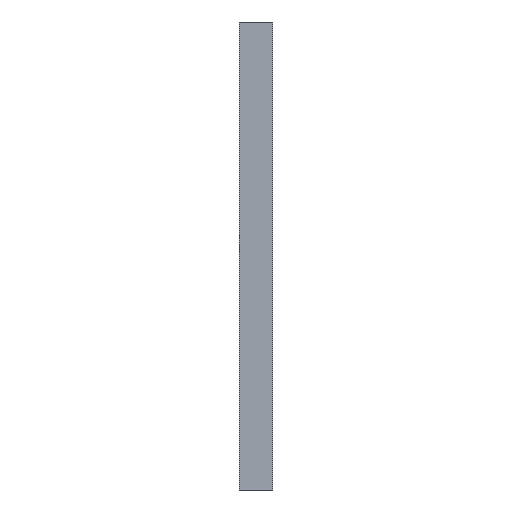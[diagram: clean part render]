
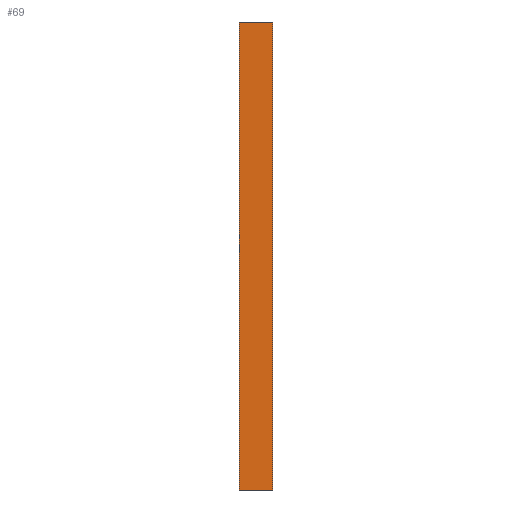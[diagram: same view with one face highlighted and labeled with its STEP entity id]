
A CAD part, left-side view. The second image highlights one B-rep face of the part: STEP entity #69.
In plain terms, the highlighted planar face has unit normal (-1, 0, 0).
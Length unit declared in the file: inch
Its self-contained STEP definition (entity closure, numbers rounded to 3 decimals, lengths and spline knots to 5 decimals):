
#13 = PLANE ( 'NONE',  #577 ) ;
#48 = EDGE_CURVE ( 'NONE', #954, #900, #176, .T. ) ;
#69 = ADVANCED_FACE ( 'NONE', ( #918 ), #13, .F. ) ;
#74 = CARTESIAN_POINT ( 'NONE',  ( -0.4155, -0.0225, 0.31 ) ) ;
#87 = CARTESIAN_POINT ( 'NONE',  ( -0.4155, 0.0225, -0.31 ) ) ;
#127 = EDGE_CURVE ( 'NONE', #900, #499, #841, .T. ) ;
#176 = LINE ( 'NONE', #536, #284 ) ;
#228 = VECTOR ( 'NONE', #750, 39.37008 ) ;
#243 = ORIENTED_EDGE ( 'NONE', *, *, #340, .T. ) ;
#279 = EDGE_LOOP ( 'NONE', ( #243, #498, #870, #950 ) ) ;
#284 = VECTOR ( 'NONE', #697, 39.37008 ) ;
#312 = LINE ( 'NONE', #87, #228 ) ;
#340 = EDGE_CURVE ( 'NONE', #815, #499, #653, .T. ) ;
#388 = DIRECTION ( 'NONE',  ( 0., 0., -1. ) ) ;
#434 = VECTOR ( 'NONE', #893, 39.37008 ) ;
#458 = DIRECTION ( 'NONE',  ( 0., -1., 0. ) ) ;
#498 = ORIENTED_EDGE ( 'NONE', *, *, #127, .F. ) ;
#499 = VERTEX_POINT ( 'NONE', #74 ) ;
#503 = EDGE_CURVE ( 'NONE', #954, #815, #312, .T. ) ;
#526 = DIRECTION ( 'NONE',  ( 1., 0., 0. ) ) ;
#536 = CARTESIAN_POINT ( 'NONE',  ( -0.4155, 0.0225, 0.31 ) ) ;
#574 = CARTESIAN_POINT ( 'NONE',  ( -0.4155, -0.0225, -0.31 ) ) ;
#577 = AXIS2_PLACEMENT_3D ( 'NONE', #838, #526, #388 ) ;
#653 = LINE ( 'NONE', #969, #434 ) ;
#697 = DIRECTION ( 'NONE',  ( 0., 0., 1. ) ) ;
#750 = DIRECTION ( 'NONE',  ( 0., -1., 0. ) ) ;
#752 = CARTESIAN_POINT ( 'NONE',  ( -0.4155, 0.0225, -0.31 ) ) ;
#758 = CARTESIAN_POINT ( 'NONE',  ( -0.4155, 0.0225, 0.31 ) ) ;
#815 = VERTEX_POINT ( 'NONE', #574 ) ;
#838 = CARTESIAN_POINT ( 'NONE',  ( -0.4155, 0.0225, 0.31 ) ) ;
#841 = LINE ( 'NONE', #758, #897 ) ;
#870 = ORIENTED_EDGE ( 'NONE', *, *, #48, .F. ) ;
#893 = DIRECTION ( 'NONE',  ( 0., 0., 1. ) ) ;
#897 = VECTOR ( 'NONE', #458, 39.37008 ) ;
#900 = VERTEX_POINT ( 'NONE', #902 ) ;
#902 = CARTESIAN_POINT ( 'NONE',  ( -0.4155, 0.0225, 0.31 ) ) ;
#918 = FACE_OUTER_BOUND ( 'NONE', #279, .T. ) ;
#950 = ORIENTED_EDGE ( 'NONE', *, *, #503, .T. ) ;
#954 = VERTEX_POINT ( 'NONE', #752 ) ;
#969 = CARTESIAN_POINT ( 'NONE',  ( -0.4155, -0.0225, 0.31 ) ) ;
